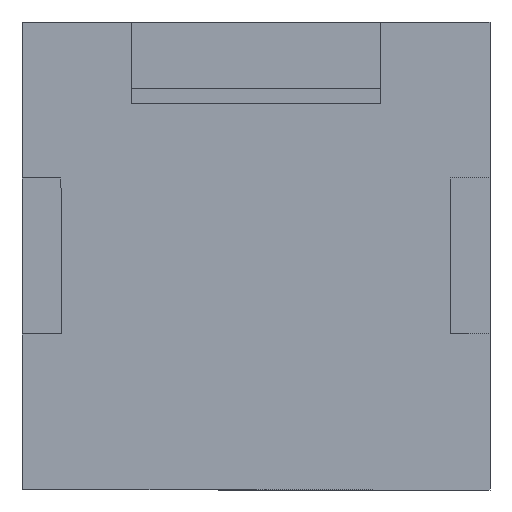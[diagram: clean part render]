
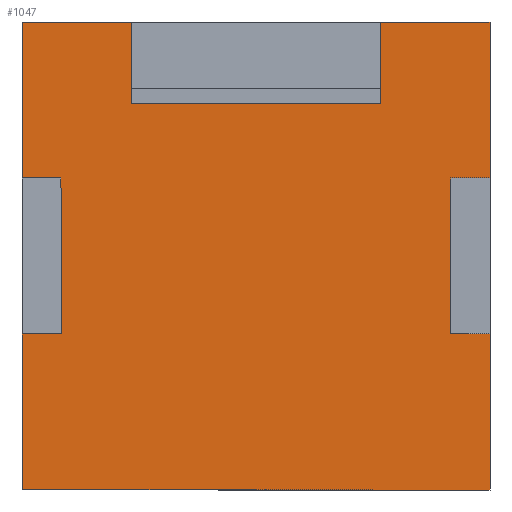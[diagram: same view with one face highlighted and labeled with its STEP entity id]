
A CAD part, front view. The second image highlights one B-rep face of the part: STEP entity #1047.
In plain terms, the highlighted planar face has unit normal (0, -1, 0).
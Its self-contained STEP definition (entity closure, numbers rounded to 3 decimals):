
#22 = DIRECTION ( 'NONE',  ( 1., 0., 0. ) ) ;
#32 = VERTEX_POINT ( 'NONE', #957 ) ;
#55 = LINE ( 'NONE', #862, #512 ) ;
#64 = EDGE_CURVE ( 'NONE', #1664, #1062, #503, .T. ) ;
#66 = VERTEX_POINT ( 'NONE', #246 ) ;
#72 = CARTESIAN_POINT ( 'NONE',  ( -5., 0., -2. ) ) ;
#99 = ORIENTED_EDGE ( 'NONE', *, *, #370, .F. ) ;
#102 = DIRECTION ( 'NONE',  ( 0., 0., 1. ) ) ;
#112 = CARTESIAN_POINT ( 'NONE',  ( -5., 0., -2. ) ) ;
#130 = VERTEX_POINT ( 'NONE', #530 ) ;
#193 = CARTESIAN_POINT ( 'NONE',  ( -3.2, 0., 3.9 ) ) ;
#209 = ORIENTED_EDGE ( 'NONE', *, *, #555, .F. ) ;
#217 = LINE ( 'NONE', #399, #1290 ) ;
#218 = VECTOR ( 'NONE', #1104, 1000. ) ;
#222 = DIRECTION ( 'NONE',  ( 1., 0., 0. ) ) ;
#228 = VECTOR ( 'NONE', #1668, 1000. ) ;
#234 = LINE ( 'NONE', #1019, #367 ) ;
#237 = VERTEX_POINT ( 'NONE', #1432 ) ;
#246 = CARTESIAN_POINT ( 'NONE',  ( -6., 0., -6. ) ) ;
#260 = LINE ( 'NONE', #1093, #781 ) ;
#282 = DIRECTION ( 'NONE',  ( 0., 0., -1. ) ) ;
#346 = LINE ( 'NONE', #647, #1404 ) ;
#360 = CARTESIAN_POINT ( 'NONE',  ( 6., 0., 6. ) ) ;
#367 = VECTOR ( 'NONE', #1304, 1000. ) ;
#370 = EDGE_CURVE ( 'NONE', #775, #1360, #543, .T. ) ;
#383 = CARTESIAN_POINT ( 'NONE',  ( 6., 0., 6. ) ) ;
#384 = LINE ( 'NONE', #580, #612 ) ;
#392 = DIRECTION ( 'NONE',  ( 0., 0., 1. ) ) ;
#399 = CARTESIAN_POINT ( 'NONE',  ( -6., 0., 6. ) ) ;
#409 = LINE ( 'NONE', #1044, #1561 ) ;
#422 = ORIENTED_EDGE ( 'NONE', *, *, #748, .F. ) ;
#439 = DIRECTION ( 'NONE',  ( 0., 1., 0. ) ) ;
#503 = LINE ( 'NONE', #939, #228 ) ;
#512 = VECTOR ( 'NONE', #849, 1000. ) ;
#528 = CARTESIAN_POINT ( 'NONE',  ( 6., 0., -2. ) ) ;
#530 = CARTESIAN_POINT ( 'NONE',  ( -3.2, 0., 6. ) ) ;
#541 = DIRECTION ( 'NONE',  ( 1., 0., 0. ) ) ;
#543 = LINE ( 'NONE', #383, #1212 ) ;
#553 = CARTESIAN_POINT ( 'NONE',  ( 0., 0., 0. ) ) ;
#555 = EDGE_CURVE ( 'NONE', #130, #725, #234, .T. ) ;
#562 = CARTESIAN_POINT ( 'NONE',  ( 5., 0., -2. ) ) ;
#580 = CARTESIAN_POINT ( 'NONE',  ( 6., 0., 6. ) ) ;
#588 = DIRECTION ( 'NONE',  ( 0., 0., 1. ) ) ;
#602 = CARTESIAN_POINT ( 'NONE',  ( 6., 0., -6. ) ) ;
#612 = VECTOR ( 'NONE', #22, 1000. ) ;
#613 = ORIENTED_EDGE ( 'NONE', *, *, #911, .F. ) ;
#624 = CARTESIAN_POINT ( 'NONE',  ( 6., 0., 2. ) ) ;
#647 = CARTESIAN_POINT ( 'NONE',  ( 6., 0., -6. ) ) ;
#670 = CARTESIAN_POINT ( 'NONE',  ( -6., 0., -2. ) ) ;
#675 = LINE ( 'NONE', #112, #218 ) ;
#681 = EDGE_CURVE ( 'NONE', #1294, #237, #987, .T. ) ;
#699 = VECTOR ( 'NONE', #908, 1000. ) ;
#719 = LINE ( 'NONE', #1719, #699 ) ;
#725 = VERTEX_POINT ( 'NONE', #193 ) ;
#748 = EDGE_CURVE ( 'NONE', #1230, #66, #346, .T. ) ;
#756 = CARTESIAN_POINT ( 'NONE',  ( -6., 0., 2. ) ) ;
#775 = VERTEX_POINT ( 'NONE', #360 ) ;
#780 = EDGE_CURVE ( 'NONE', #32, #966, #963, .T. ) ;
#781 = VECTOR ( 'NONE', #1654, 1000. ) ;
#821 = ORIENTED_EDGE ( 'NONE', *, *, #1088, .F. ) ;
#823 = VERTEX_POINT ( 'NONE', #670 ) ;
#833 = EDGE_CURVE ( 'NONE', #1305, #1294, #260, .T. ) ;
#834 = FACE_OUTER_BOUND ( 'NONE', #1687, .T. ) ;
#849 = DIRECTION ( 'NONE',  ( -1., 0., 0. ) ) ;
#862 = CARTESIAN_POINT ( 'NONE',  ( 5., 0., 2. ) ) ;
#908 = DIRECTION ( 'NONE',  ( 1., 0., 0. ) ) ;
#911 = EDGE_CURVE ( 'NONE', #1062, #1569, #1630, .T. ) ;
#919 = EDGE_CURVE ( 'NONE', #725, #32, #719, .T. ) ;
#939 = CARTESIAN_POINT ( 'NONE',  ( 5., 0., -2. ) ) ;
#957 = CARTESIAN_POINT ( 'NONE',  ( 3.2, 0., 3.9 ) ) ;
#963 = LINE ( 'NONE', #1198, #1144 ) ;
#966 = VERTEX_POINT ( 'NONE', #1171 ) ;
#984 = LINE ( 'NONE', #72, #1274 ) ;
#987 = LINE ( 'NONE', #1439, #1586 ) ;
#988 = PLANE ( 'NONE',  #1645 ) ;
#1018 = EDGE_CURVE ( 'NONE', #66, #823, #217, .T. ) ;
#1019 = CARTESIAN_POINT ( 'NONE',  ( -3.2, 0., 6. ) ) ;
#1044 = CARTESIAN_POINT ( 'NONE',  ( 6., 0., 6. ) ) ;
#1047 = ADVANCED_FACE ( 'NONE', ( #834 ), #988, .F. ) ;
#1051 = DIRECTION ( 'NONE',  ( -1., 0., 0. ) ) ;
#1062 = VERTEX_POINT ( 'NONE', #562 ) ;
#1088 = EDGE_CURVE ( 'NONE', #1360, #1664, #55, .T. ) ;
#1093 = CARTESIAN_POINT ( 'NONE',  ( -5., 0., 2. ) ) ;
#1095 = VECTOR ( 'NONE', #541, 1000. ) ;
#1104 = DIRECTION ( 'NONE',  ( 0., 0., 1. ) ) ;
#1105 = EDGE_CURVE ( 'NONE', #1569, #1230, #1123, .T. ) ;
#1117 = CARTESIAN_POINT ( 'NONE',  ( 6., 0., 6. ) ) ;
#1123 = LINE ( 'NONE', #1117, #1605 ) ;
#1144 = VECTOR ( 'NONE', #102, 1000. ) ;
#1159 = EDGE_CURVE ( 'NONE', #237, #130, #384, .T. ) ;
#1171 = CARTESIAN_POINT ( 'NONE',  ( 3.2, 0., 6. ) ) ;
#1185 = ORIENTED_EDGE ( 'NONE', *, *, #1289, .F. ) ;
#1198 = CARTESIAN_POINT ( 'NONE',  ( 3.2, 0., 6. ) ) ;
#1212 = VECTOR ( 'NONE', #1707, 1000. ) ;
#1230 = VERTEX_POINT ( 'NONE', #602 ) ;
#1274 = VECTOR ( 'NONE', #222, 1000. ) ;
#1289 = EDGE_CURVE ( 'NONE', #823, #1641, #984, .T. ) ;
#1290 = VECTOR ( 'NONE', #392, 1000. ) ;
#1294 = VERTEX_POINT ( 'NONE', #756 ) ;
#1295 = ORIENTED_EDGE ( 'NONE', *, *, #1371, .F. ) ;
#1304 = DIRECTION ( 'NONE',  ( 0., 0., -1. ) ) ;
#1305 = VERTEX_POINT ( 'NONE', #1321 ) ;
#1321 = CARTESIAN_POINT ( 'NONE',  ( -5., 0., 2. ) ) ;
#1334 = DIRECTION ( 'NONE',  ( 1., 0., 0. ) ) ;
#1349 = ORIENTED_EDGE ( 'NONE', *, *, #833, .F. ) ;
#1360 = VERTEX_POINT ( 'NONE', #624 ) ;
#1371 = EDGE_CURVE ( 'NONE', #966, #775, #409, .T. ) ;
#1404 = VECTOR ( 'NONE', #1051, 1000. ) ;
#1416 = ORIENTED_EDGE ( 'NONE', *, *, #1105, .F. ) ;
#1432 = CARTESIAN_POINT ( 'NONE',  ( -6., 0., 6. ) ) ;
#1439 = CARTESIAN_POINT ( 'NONE',  ( -6., 0., 6. ) ) ;
#1464 = ORIENTED_EDGE ( 'NONE', *, *, #919, .F. ) ;
#1479 = ORIENTED_EDGE ( 'NONE', *, *, #681, .F. ) ;
#1516 = EDGE_CURVE ( 'NONE', #1641, #1305, #675, .T. ) ;
#1561 = VECTOR ( 'NONE', #1334, 1000. ) ;
#1569 = VERTEX_POINT ( 'NONE', #528 ) ;
#1577 = CARTESIAN_POINT ( 'NONE',  ( 5., 0., 2. ) ) ;
#1582 = CARTESIAN_POINT ( 'NONE',  ( -5., 0., -2. ) ) ;
#1586 = VECTOR ( 'NONE', #588, 1000. ) ;
#1605 = VECTOR ( 'NONE', #282, 1000. ) ;
#1630 = LINE ( 'NONE', #1684, #1095 ) ;
#1641 = VERTEX_POINT ( 'NONE', #1582 ) ;
#1645 = AXIS2_PLACEMENT_3D ( 'NONE', #553, #439, #1714 ) ;
#1654 = DIRECTION ( 'NONE',  ( -1., 0., 0. ) ) ;
#1664 = VERTEX_POINT ( 'NONE', #1577 ) ;
#1668 = DIRECTION ( 'NONE',  ( 0., 0., -1. ) ) ;
#1684 = CARTESIAN_POINT ( 'NONE',  ( 5., 0., -2. ) ) ;
#1687 = EDGE_LOOP ( 'NONE', ( #1464, #209, #1764, #1479, #1349, #1710, #1185, #1748, #422, #1416, #613, #1837, #821, #99, #1295, #1823 ) ) ;
#1707 = DIRECTION ( 'NONE',  ( 0., 0., -1. ) ) ;
#1710 = ORIENTED_EDGE ( 'NONE', *, *, #1516, .F. ) ;
#1714 = DIRECTION ( 'NONE',  ( 0., 0., 1. ) ) ;
#1719 = CARTESIAN_POINT ( 'NONE',  ( 3.2, 0., 3.9 ) ) ;
#1748 = ORIENTED_EDGE ( 'NONE', *, *, #1018, .F. ) ;
#1764 = ORIENTED_EDGE ( 'NONE', *, *, #1159, .F. ) ;
#1823 = ORIENTED_EDGE ( 'NONE', *, *, #780, .F. ) ;
#1837 = ORIENTED_EDGE ( 'NONE', *, *, #64, .F. ) ;
